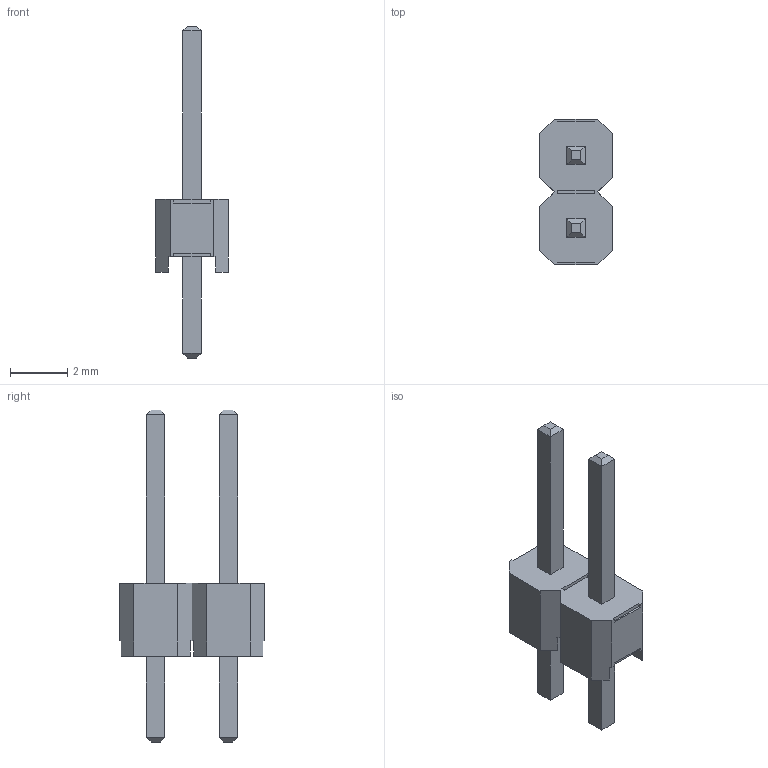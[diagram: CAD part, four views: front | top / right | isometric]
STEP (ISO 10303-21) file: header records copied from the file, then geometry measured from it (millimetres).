
FILE_DESCRIPTION(('STEP AP214'), '1');
FILE_NAME('PLS-2', '2022-07-06T10:25:06', (''), (''), 'ASCON STEP Converter 1.3', 'ASCON Math Kernel', '');
FILE_SCHEMA(('AUTOMOTIVE_DESIGN { 1 0 10303 214 3 1 1}'));
Length unit declared in the file: millimetre
Bounding box: 2.54 x 5.08 x 11.6 mm (x, y, z)
Volume: 33.3 mm3; surface area: 113.5 mm2
Topology: 1 solids, 1 shells, 82 faces, 206 edges, 132 vertices
Faces by surface type: plane 82
Entity records: 3077 total; most frequent: CARTESIAN_POINT 421, ORIENTED_EDGE 412, DIRECTION 372, EDGE_CURVE 206, LINE 206, VECTOR 206, VERTEX_POINT 132, FACE_BOUND 88
